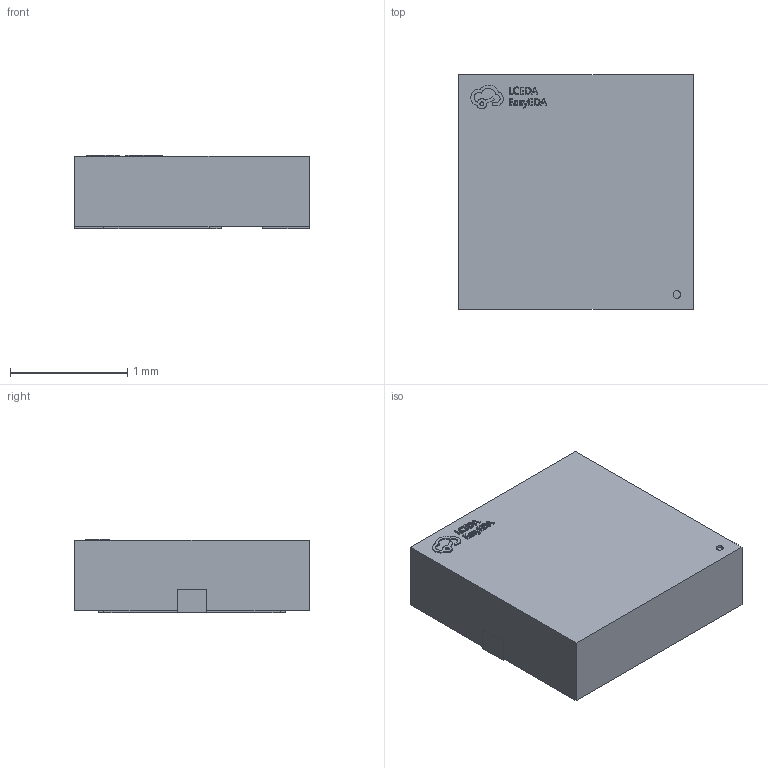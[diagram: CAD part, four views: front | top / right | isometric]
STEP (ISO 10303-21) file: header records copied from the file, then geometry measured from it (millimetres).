
FILE_DESCRIPTION (( 'STEP AP214' ), '1' );
FILE_NAME ('DFN2020-3_L2.0-W2.0-P0.65-BR-1.step', '2022-06-30T13:41:11', ( '' ), ( '' ), 'SwSTEP 2.0', 'SolidWorks 2020', '' );
FILE_SCHEMA (( 'AUTOMOTIVE_DESIGN' ));
Length unit declared in the file: millimetre
Products named in the file (1): DFN2020-3_L2.0-W2.0-P0.65-BR-1
Bounding box: 2 x 2 x 0.63 mm (x, y, z)
Volume: 2.4 mm3; surface area: 13.1 mm2
Topology: 1 solids, 1 shells, 315 faces, 858 edges, 572 vertices
Faces by surface type: plane 201, bspline 112, cylinder 2
Entity records: 13920 total; most frequent: CARTESIAN_POINT 3850, ORIENTED_EDGE 1716, DIRECTION 1042, EDGE_CURVE 858, LINE 626, VECTOR 626, VERTEX_POINT 572, EDGE_LOOP 342
